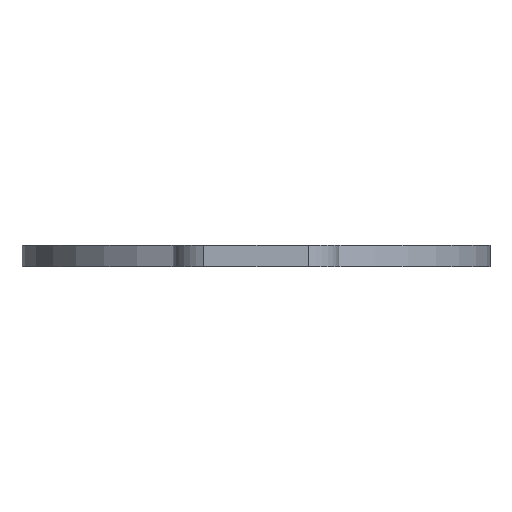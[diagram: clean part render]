
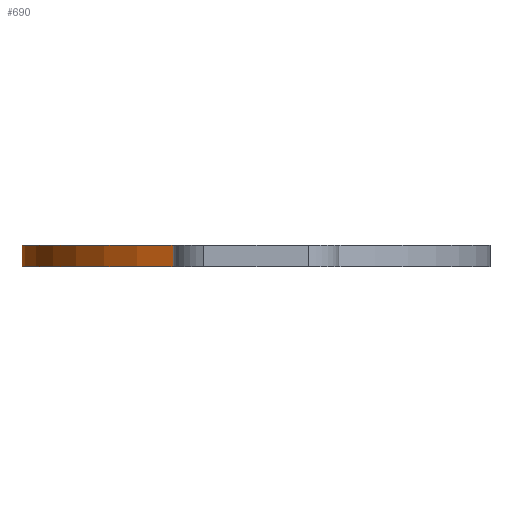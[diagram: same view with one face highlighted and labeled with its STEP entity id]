
A CAD part, left-side view. The second image highlights one B-rep face of the part: STEP entity #690.
In plain terms, the highlighted cylindrical face has radius 43.5 mm (diameter 87 mm), a partial arc.
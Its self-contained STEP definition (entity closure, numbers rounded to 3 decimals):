
#84=FACE_OUTER_BOUND('',#117,.T.);
#117=EDGE_LOOP('',(#548,#549,#550,#551));
#192=LINE('',#1149,#235);
#193=LINE('',#1155,#236);
#235=VECTOR('',#956,10.);
#236=VECTOR('',#963,10.);
#293=CIRCLE('',#780,43.5);
#294=CIRCLE('',#781,43.5);
#347=VERTEX_POINT('',#1145);
#348=VERTEX_POINT('',#1147);
#349=VERTEX_POINT('',#1151);
#350=VERTEX_POINT('',#1153);
#432=EDGE_CURVE('',#347,#348,#192,.T.);
#433=EDGE_CURVE('',#349,#347,#293,.T.);
#434=EDGE_CURVE('',#350,#348,#294,.T.);
#435=EDGE_CURVE('',#349,#350,#193,.T.);
#548=ORIENTED_EDGE('',*,*,#433,.T.);
#549=ORIENTED_EDGE('',*,*,#432,.T.);
#550=ORIENTED_EDGE('',*,*,#434,.F.);
#551=ORIENTED_EDGE('',*,*,#435,.F.);
#663=CYLINDRICAL_SURFACE('',#779,43.5);
#690=ADVANCED_FACE('',(#84),#663,.T.);
#779=AXIS2_PLACEMENT_3D('',#1150,#957,#958);
#780=AXIS2_PLACEMENT_3D('',#1152,#959,#960);
#781=AXIS2_PLACEMENT_3D('',#1154,#961,#962);
#956=DIRECTION('',(0.,0.,1.));
#957=DIRECTION('center_axis',(0.,0.,1.));
#958=DIRECTION('ref_axis',(0.935,0.355,0.));
#959=DIRECTION('center_axis',(0.,0.,1.));
#960=DIRECTION('ref_axis',(0.935,0.355,0.));
#961=DIRECTION('center_axis',(0.,0.,1.));
#962=DIRECTION('ref_axis',(0.935,0.355,0.));
#963=DIRECTION('',(0.,0.,1.));
#1145=CARTESIAN_POINT('',(-40.673,15.427,68.));
#1147=CARTESIAN_POINT('',(-40.673,15.427,72.));
#1149=CARTESIAN_POINT('',(-40.673,15.427,68.));
#1150=CARTESIAN_POINT('Origin',(0.,0.,68.));
#1151=CARTESIAN_POINT('',(40.673,15.427,68.));
#1152=CARTESIAN_POINT('Origin',(0.,0.,68.));
#1153=CARTESIAN_POINT('',(40.673,15.427,72.));
#1154=CARTESIAN_POINT('Origin',(0.,0.,72.));
#1155=CARTESIAN_POINT('',(40.673,15.427,68.));
